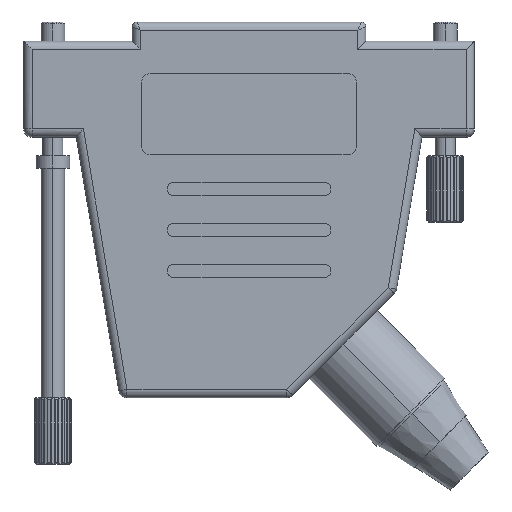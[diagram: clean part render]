
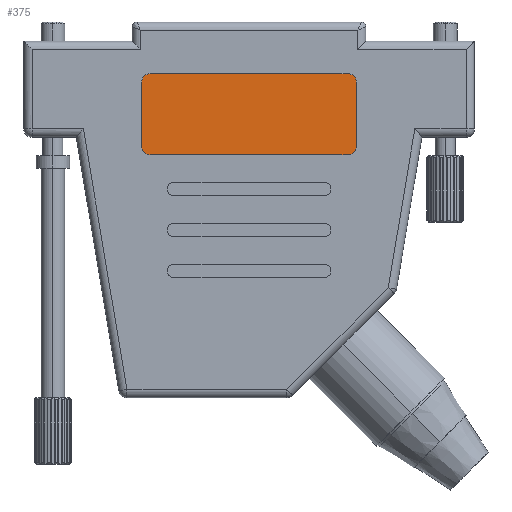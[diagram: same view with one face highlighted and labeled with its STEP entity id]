
A CAD part, front view. The second image highlights one B-rep face of the part: STEP entity #375.
In plain terms, the highlighted planar face has unit normal (0, -1, 0).
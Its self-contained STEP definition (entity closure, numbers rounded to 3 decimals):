
#375 = ADVANCED_FACE ( 'NONE', ( #25104 ), #25496, .F. ) ;
#2185 = LINE ( 'NONE', #27663, #9068 ) ;
#3358 = EDGE_CURVE ( 'NONE', #9995, #25814, #29598, .T. ) ;
#3527 = ORIENTED_EDGE ( 'NONE', *, *, #16839, .T. ) ;
#3811 = ORIENTED_EDGE ( 'NONE', *, *, #10467, .T. ) ;
#4498 = EDGE_CURVE ( 'NONE', #25814, #16865, #2185, .T. ) ;
#4719 = LINE ( 'NONE', #23217, #24427 ) ;
#7134 = EDGE_CURVE ( 'NONE', #26608, #9995, #25853, .T. ) ;
#7614 = VERTEX_POINT ( 'NONE', #39082 ) ;
#7794 = LINE ( 'NONE', #26843, #35666 ) ;
#8847 = CARTESIAN_POINT ( 'NONE',  ( -11.85, -7.25, -7.2 ) ) ;
#9068 = VECTOR ( 'NONE', #11940, 1000. ) ;
#9424 = ORIENTED_EDGE ( 'NONE', *, *, #3358, .T. ) ;
#9562 = DIRECTION ( 'NONE',  ( 0., 0., 1. ) ) ;
#9631 = DIRECTION ( 'NONE',  ( 0., -1., 0. ) ) ;
#9995 = VERTEX_POINT ( 'NONE', #15915 ) ;
#10467 = EDGE_CURVE ( 'NONE', #20725, #26608, #19449, .T. ) ;
#11917 = ORIENTED_EDGE ( 'NONE', *, *, #37923, .T. ) ;
#11940 = DIRECTION ( 'NONE',  ( 1., 0., 0. ) ) ;
#13960 = CARTESIAN_POINT ( 'NONE',  ( -11.85, -7.25, -15.9 ) ) ;
#14828 = ORIENTED_EDGE ( 'NONE', *, *, #4498, .T. ) ;
#15268 = DIRECTION ( 'NONE',  ( 0., 0., 1. ) ) ;
#15495 = DIRECTION ( 'NONE',  ( 0., -1., 0. ) ) ;
#15805 = DIRECTION ( 'NONE',  ( 0., 1., 0. ) ) ;
#15915 = CARTESIAN_POINT ( 'NONE',  ( -12.85, -7.25, -14.9 ) ) ;
#16594 = ORIENTED_EDGE ( 'NONE', *, *, #7134, .T. ) ;
#16839 = EDGE_CURVE ( 'NONE', #7614, #25406, #24119, .T. ) ;
#16865 = VERTEX_POINT ( 'NONE', #39883 ) ;
#16877 = AXIS2_PLACEMENT_3D ( 'NONE', #21294, #40550, #15268 ) ;
#18667 = ORIENTED_EDGE ( 'NONE', *, *, #37605, .T. ) ;
#19449 = CIRCLE ( 'NONE', #24715, 1. ) ;
#20370 = EDGE_CURVE ( 'NONE', #16865, #22334, #37374, .T. ) ;
#20700 = CARTESIAN_POINT ( 'NONE',  ( -12.85, -7.25, -7.2 ) ) ;
#20725 = VERTEX_POINT ( 'NONE', #32262 ) ;
#21022 = VECTOR ( 'NONE', #26249, 1000. ) ;
#21294 = CARTESIAN_POINT ( 'NONE',  ( 11.85, -7.25, -14.9 ) ) ;
#21518 = DIRECTION ( 'NONE',  ( 0., 0., 1. ) ) ;
#21863 = CARTESIAN_POINT ( 'NONE',  ( 11.85, -7.25, -6.2 ) ) ;
#22334 = VERTEX_POINT ( 'NONE', #35558 ) ;
#23217 = CARTESIAN_POINT ( 'NONE',  ( 11.85, -7.25, -6.2 ) ) ;
#23292 = AXIS2_PLACEMENT_3D ( 'NONE', #37755, #15805, #9562 ) ;
#24119 = CIRCLE ( 'NONE', #34684, 1. ) ;
#24427 = VECTOR ( 'NONE', #26284, 1000. ) ;
#24715 = AXIS2_PLACEMENT_3D ( 'NONE', #8847, #15495, #21518 ) ;
#24986 = AXIS2_PLACEMENT_3D ( 'NONE', #38497, #31856, #26461 ) ;
#25104 = FACE_OUTER_BOUND ( 'NONE', #38015, .T. ) ;
#25406 = VERTEX_POINT ( 'NONE', #21863 ) ;
#25496 = PLANE ( 'NONE',  #23292 ) ;
#25814 = VERTEX_POINT ( 'NONE', #13960 ) ;
#25853 = LINE ( 'NONE', #38504, #21022 ) ;
#26187 = DIRECTION ( 'NONE',  ( 0., 0., 1. ) ) ;
#26249 = DIRECTION ( 'NONE',  ( 0., 0., -1. ) ) ;
#26284 = DIRECTION ( 'NONE',  ( -1., 0., 0. ) ) ;
#26461 = DIRECTION ( 'NONE',  ( 0., 0., 1. ) ) ;
#26608 = VERTEX_POINT ( 'NONE', #20700 ) ;
#26843 = CARTESIAN_POINT ( 'NONE',  ( 12.85, -7.25, -7.2 ) ) ;
#27663 = CARTESIAN_POINT ( 'NONE',  ( 11.85, -7.25, -15.9 ) ) ;
#29299 = CARTESIAN_POINT ( 'NONE',  ( 11.85, -7.25, -7.2 ) ) ;
#29598 = CIRCLE ( 'NONE', #24986, 1. ) ;
#31856 = DIRECTION ( 'NONE',  ( 0., -1., 0. ) ) ;
#32262 = CARTESIAN_POINT ( 'NONE',  ( -11.85, -7.25, -6.2 ) ) ;
#34684 = AXIS2_PLACEMENT_3D ( 'NONE', #29299, #9631, #26187 ) ;
#35367 = DIRECTION ( 'NONE',  ( 0., 0., 1. ) ) ;
#35558 = CARTESIAN_POINT ( 'NONE',  ( 12.85, -7.25, -14.9 ) ) ;
#35666 = VECTOR ( 'NONE', #35367, 1000. ) ;
#36120 = ORIENTED_EDGE ( 'NONE', *, *, #20370, .T. ) ;
#37374 = CIRCLE ( 'NONE', #16877, 1. ) ;
#37605 = EDGE_CURVE ( 'NONE', #25406, #20725, #4719, .T. ) ;
#37755 = CARTESIAN_POINT ( 'NONE',  ( 11.85, -7.25, -7.2 ) ) ;
#37923 = EDGE_CURVE ( 'NONE', #22334, #7614, #7794, .T. ) ;
#38015 = EDGE_LOOP ( 'NONE', ( #3527, #18667, #3811, #16594, #9424, #14828, #36120, #11917 ) ) ;
#38497 = CARTESIAN_POINT ( 'NONE',  ( -11.85, -7.25, -14.9 ) ) ;
#38504 = CARTESIAN_POINT ( 'NONE',  ( -12.85, -7.25, -7.2 ) ) ;
#39082 = CARTESIAN_POINT ( 'NONE',  ( 12.85, -7.25, -7.2 ) ) ;
#39883 = CARTESIAN_POINT ( 'NONE',  ( 11.85, -7.25, -15.9 ) ) ;
#40550 = DIRECTION ( 'NONE',  ( 0., -1., 0. ) ) ;
